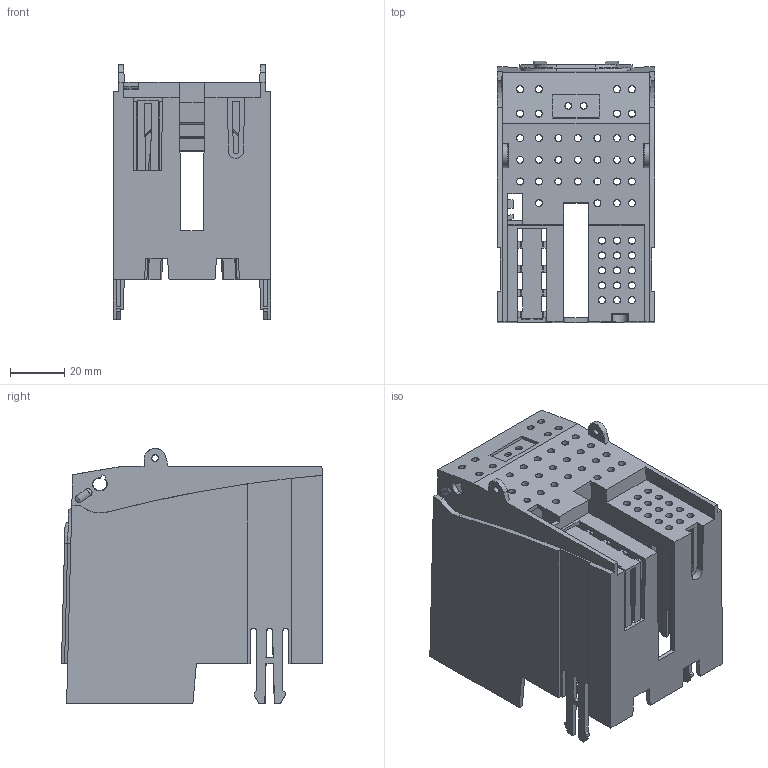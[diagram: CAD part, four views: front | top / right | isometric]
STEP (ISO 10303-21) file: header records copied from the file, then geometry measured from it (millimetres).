
FILE_DESCRIPTION(/* description */ (''),/* implementation_level */ '2;1');
FILE_NAME(/* name */ '3NX3142_00015703.stp',/* time_stamp */ '2024-10-17T10:29:26+02:00',/* author */ (''),/* organization */ (''),/* preprocessor_version */ 'ST-DEVELOPER v18.101',/* originating_system */ 'SIEMENS PLM Software NX 2007',/* authorisation */ '');
FILE_SCHEMA (('AUTOMOTIVE_DESIGN { 1 0 10303 214 3 1 1 1 }'));
Length unit declared in the file: millimetre
Products named in the file (1): 3NX3142_000157030_stp
Bounding box: 58 x 96.22 x 93.9 mm (x, y, z)
Volume: 46074.9 mm3; surface area: 56530.3 mm2
Topology: 1 solids, 1 shells, 357 faces, 1104 edges, 735 vertices
Faces by surface type: plane 246, cone 68, bspline 26, cylinder 17
Entity records: 16756 total; most frequent: CARTESIAN_POINT 4378, ORIENTED_EDGE 2120, DIRECTION 1817, EDGE_CURVE 1060, LINE 807, VECTOR 807, VERTEX_POINT 733, EDGE_LOOP 521
